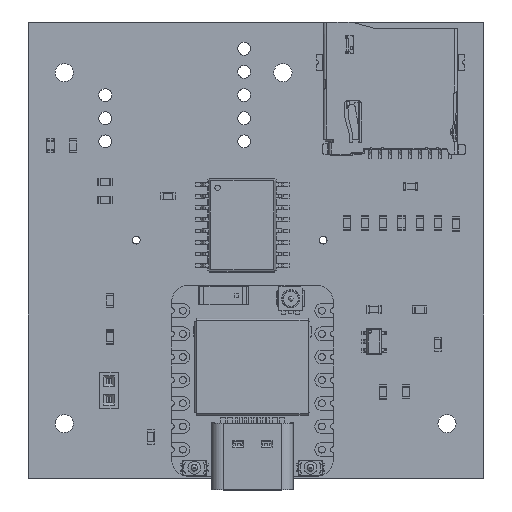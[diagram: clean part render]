
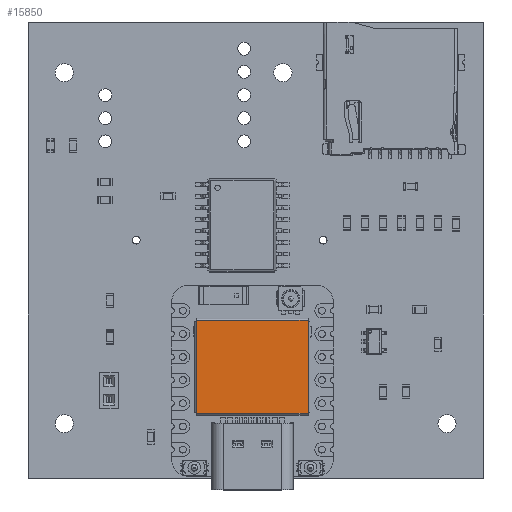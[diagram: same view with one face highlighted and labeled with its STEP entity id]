
A CAD part, top view. The second image highlights one B-rep face of the part: STEP entity #15850.
In plain terms, the highlighted face is planar.
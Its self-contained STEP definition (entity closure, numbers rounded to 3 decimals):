
#14762 = VERTEX_POINT('',#14763);
#14763 = CARTESIAN_POINT('',(5.272,3.,
    -12.211));
#14769 = EDGE_CURVE('',#14762,#14770,#14772,.T.);
#14770 = VERTEX_POINT('',#14771);
#14771 = CARTESIAN_POINT('',(5.372,3.,
    -12.211));
#14772 = LINE('',#14773,#14774);
#14773 = CARTESIAN_POINT('',(-1.462,3.,
    -12.211));
#14774 = VECTOR('',#14775,1.);
#14775 = DIRECTION('',(1.,0.,0.));
#15084 = VERTEX_POINT('',#15085);
#15085 = CARTESIAN_POINT('',(5.272,3.,
    -0.011));
#15318 = VERTEX_POINT('',#15319);
#15319 = CARTESIAN_POINT('',(-4.728,3.,
    -12.211));
#15427 = VERTEX_POINT('',#15428);
#15428 = CARTESIAN_POINT('',(-4.728,3.,
    -0.011));
#15460 = EDGE_CURVE('',#15427,#15084,#15461,.T.);
#15461 = LINE('',#15462,#15463);
#15462 = CARTESIAN_POINT('',(-1.362,3.,
    -0.011));
#15463 = VECTOR('',#15464,1.);
#15464 = DIRECTION('',(1.,0.,0.));
#15477 = VERTEX_POINT('',#15478);
#15478 = CARTESIAN_POINT('',(-4.828,3.,
    -0.011));
#15485 = EDGE_CURVE('',#15477,#15486,#15488,.T.);
#15486 = VERTEX_POINT('',#15487);
#15487 = CARTESIAN_POINT('',(-4.828,3.,
    -12.211));
#15488 = LINE('',#15489,#15490);
#15489 = CARTESIAN_POINT('',(-4.828,3.,
    -9.223));
#15490 = VECTOR('',#15491,1.);
#15491 = DIRECTION('',(0.,0.,-1.));
#15579 = EDGE_CURVE('',#15318,#14762,#15580,.T.);
#15580 = LINE('',#15581,#15582);
#15581 = CARTESIAN_POINT('',(-1.462,3.,
    -12.211));
#15582 = VECTOR('',#15583,1.);
#15583 = DIRECTION('',(1.,0.,0.));
#15649 = VERTEX_POINT('',#15650);
#15650 = CARTESIAN_POINT('',(5.372,3.,
    -0.011));
#15657 = EDGE_CURVE('',#15084,#15649,#15658,.T.);
#15658 = LINE('',#15659,#15660);
#15659 = CARTESIAN_POINT('',(-1.362,3.,
    -0.011));
#15660 = VECTOR('',#15661,1.);
#15661 = DIRECTION('',(1.,0.,0.));
#15717 = EDGE_CURVE('',#15486,#15318,#15718,.T.);
#15718 = LINE('',#15719,#15720);
#15719 = CARTESIAN_POINT('',(-1.462,3.,
    -12.211));
#15720 = VECTOR('',#15721,1.);
#15721 = DIRECTION('',(1.,0.,0.));
#15763 = EDGE_CURVE('',#15477,#15427,#15764,.T.);
#15764 = LINE('',#15765,#15766);
#15765 = CARTESIAN_POINT('',(-1.362,3.,
    -0.011));
#15766 = VECTOR('',#15767,1.);
#15767 = DIRECTION('',(1.,0.,0.));
#15838 = EDGE_CURVE('',#14770,#15649,#15839,.T.);
#15839 = LINE('',#15840,#15841);
#15840 = CARTESIAN_POINT('',(5.372,3.,
    -3.));
#15841 = VECTOR('',#15842,1.);
#15842 = DIRECTION('',(0.,0.,1.));
#15850 = ADVANCED_FACE('',(#15851),#15861,.T.);
#15851 = FACE_BOUND('',#15852,.T.);
#15852 = EDGE_LOOP('',(#15853,#15854,#15855,#15856,#15857,#15858,#15859,
    #15860));
#15853 = ORIENTED_EDGE('',*,*,#15838,.F.);
#15854 = ORIENTED_EDGE('',*,*,#14769,.F.);
#15855 = ORIENTED_EDGE('',*,*,#15579,.F.);
#15856 = ORIENTED_EDGE('',*,*,#15717,.F.);
#15857 = ORIENTED_EDGE('',*,*,#15485,.F.);
#15858 = ORIENTED_EDGE('',*,*,#15763,.T.);
#15859 = ORIENTED_EDGE('',*,*,#15460,.T.);
#15860 = ORIENTED_EDGE('',*,*,#15657,.T.);
#15861 = PLANE('',#15862);
#15862 = AXIS2_PLACEMENT_3D('',#15863,#15864,#15865);
#15863 = CARTESIAN_POINT('',(1.804,3.,
    -6.111));
#15864 = DIRECTION('',(0.,1.,0.));
#15865 = DIRECTION('',(0.,-0.,1.));
